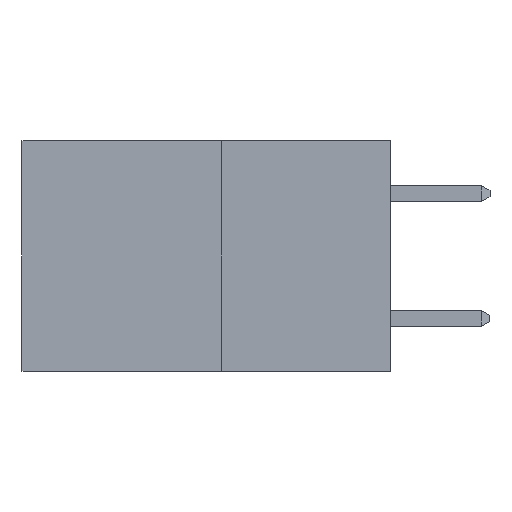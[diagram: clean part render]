
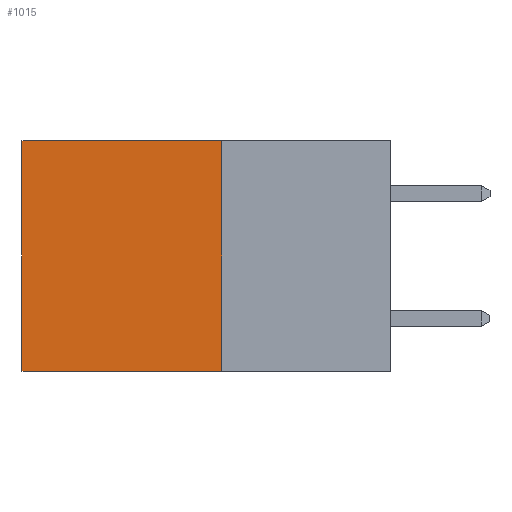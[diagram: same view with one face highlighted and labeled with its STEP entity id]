
A CAD part, left-side view. The second image highlights one B-rep face of the part: STEP entity #1015.
In plain terms, the highlighted planar face has unit normal (-1, 0, 0).
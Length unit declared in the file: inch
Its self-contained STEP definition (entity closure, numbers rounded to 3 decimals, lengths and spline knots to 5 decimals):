
#1015 = ADVANCED_FACE ( 'NONE', ( #3926 ), #7318, .F. ) ;
#1946 = CARTESIAN_POINT ( 'NONE',  ( 0.277, 0.59, -0.37 ) ) ;
#2237 = EDGE_CURVE ( 'NONE', #5311, #5618, #7902, .T. ) ;
#2411 = CARTESIAN_POINT ( 'NONE',  ( 0.277, 0.59, -0.37 ) ) ;
#2544 = EDGE_CURVE ( 'NONE', #2547, #5192, #7896, .T. ) ;
#2547 = VERTEX_POINT ( 'NONE', #7077 ) ;
#2907 = ORIENTED_EDGE ( 'NONE', *, *, #2237, .T. ) ;
#2935 = ORIENTED_EDGE ( 'NONE', *, *, #5223, .F. ) ;
#2951 = ORIENTED_EDGE ( 'NONE', *, *, #2544, .F. ) ;
#3016 = ORIENTED_EDGE ( 'NONE', *, *, #7416, .T. ) ;
#3245 = DIRECTION ( 'NONE',  ( 1., 0., 0. ) ) ;
#3462 = CARTESIAN_POINT ( 'NONE',  ( 0.277, 0.27, -0.37 ) ) ;
#3612 = DIRECTION ( 'NONE',  ( 0., 0., -1. ) ) ;
#3872 = EDGE_LOOP ( 'NONE', ( #2907, #2935, #2951, #3016 ) ) ;
#3926 = FACE_OUTER_BOUND ( 'NONE', #3872, .T. ) ;
#4361 = VECTOR ( 'NONE', #7093, 39.37008 ) ;
#4940 = VECTOR ( 'NONE', #5499, 39.37008 ) ;
#5192 = VERTEX_POINT ( 'NONE', #7777 ) ;
#5223 = EDGE_CURVE ( 'NONE', #5192, #5618, #7454, .T. ) ;
#5311 = VERTEX_POINT ( 'NONE', #7904 ) ;
#5499 = DIRECTION ( 'NONE',  ( 0., 0., -1. ) ) ;
#5618 = VERTEX_POINT ( 'NONE', #2411 ) ;
#5744 = DIRECTION ( 'NONE',  ( 0., 0., -1. ) ) ;
#5887 = AXIS2_PLACEMENT_3D ( 'NONE', #7844, #3245, #3612 ) ;
#5996 = VECTOR ( 'NONE', #7819, 39.37008 ) ;
#6260 = CARTESIAN_POINT ( 'NONE',  ( 0.277, 0.27, -0.37 ) ) ;
#7077 = CARTESIAN_POINT ( 'NONE',  ( 0.277, 0.27, 0. ) ) ;
#7093 = DIRECTION ( 'NONE',  ( 0., 1., 0. ) ) ;
#7318 = PLANE ( 'NONE',  #5887 ) ;
#7416 = EDGE_CURVE ( 'NONE', #2547, #5311, #7424, .T. ) ;
#7424 = LINE ( 'NONE', #7617, #4361 ) ;
#7454 = LINE ( 'NONE', #6260, #5996 ) ;
#7617 = CARTESIAN_POINT ( 'NONE',  ( 0.277, 0.27, 0. ) ) ;
#7748 = VECTOR ( 'NONE', #5744, 39.37008 ) ;
#7777 = CARTESIAN_POINT ( 'NONE',  ( 0.277, 0.27, -0.37 ) ) ;
#7819 = DIRECTION ( 'NONE',  ( 0., 1., 0. ) ) ;
#7844 = CARTESIAN_POINT ( 'NONE',  ( 0.277, 0.27, -0.37 ) ) ;
#7896 = LINE ( 'NONE', #3462, #4940 ) ;
#7902 = LINE ( 'NONE', #1946, #7748 ) ;
#7904 = CARTESIAN_POINT ( 'NONE',  ( 0.277, 0.59, 0. ) ) ;
